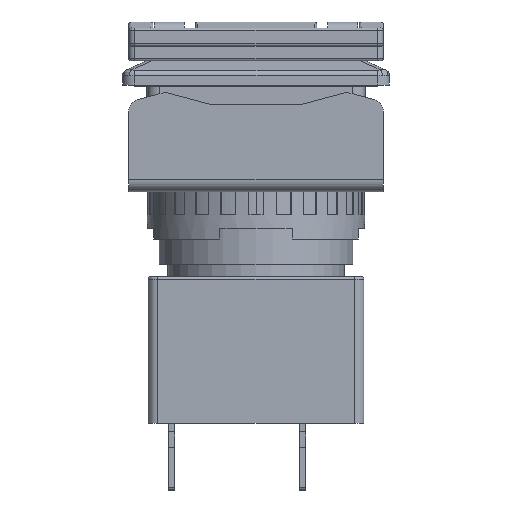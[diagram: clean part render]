
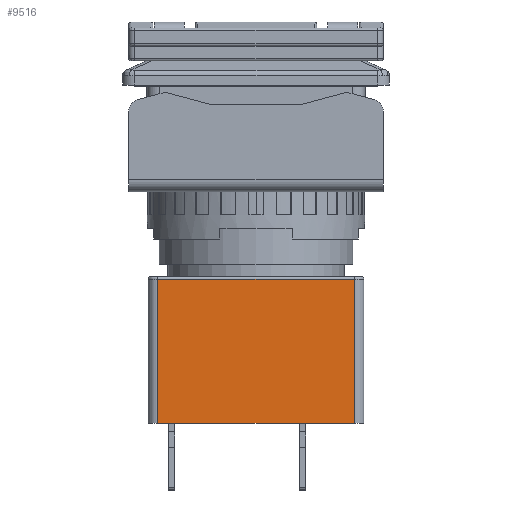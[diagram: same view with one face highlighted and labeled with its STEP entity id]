
A CAD part, front view. The second image highlights one B-rep face of the part: STEP entity #9516.
In plain terms, the highlighted planar face has unit normal (0, -1, 0).
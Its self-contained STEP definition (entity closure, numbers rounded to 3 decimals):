
#145 = CARTESIAN_POINT ( 'NONE',  ( -8.1, -8.9, 5.95 ) ) ;
#532 = LINE ( 'NONE', #7116, #1093 ) ;
#620 = VERTEX_POINT ( 'NONE', #770 ) ;
#770 = CARTESIAN_POINT ( 'NONE',  ( 8.1, -8.9, 0. ) ) ;
#1093 = VECTOR ( 'NONE', #13640, 1000. ) ;
#1556 = EDGE_CURVE ( 'NONE', #14667, #3539, #14866, .T. ) ;
#2205 = DIRECTION ( 'NONE',  ( 0., 0., 1. ) ) ;
#3325 = CARTESIAN_POINT ( 'NONE',  ( -8.1, -8.9, 11.9 ) ) ;
#3539 = VERTEX_POINT ( 'NONE', #3325 ) ;
#5098 = LINE ( 'NONE', #11637, #8586 ) ;
#5342 = CARTESIAN_POINT ( 'NONE',  ( 0., -8.9, 0. ) ) ;
#5738 = EDGE_CURVE ( 'NONE', #3539, #13744, #532, .T. ) ;
#6115 = CARTESIAN_POINT ( 'NONE',  ( 8.1, -8.9, 11.9 ) ) ;
#6410 = AXIS2_PLACEMENT_3D ( 'NONE', #10369, #16939, #2205 ) ;
#6718 = DIRECTION ( 'NONE',  ( 0., 0., 1. ) ) ;
#6952 = FACE_OUTER_BOUND ( 'NONE', #14424, .T. ) ;
#7116 = CARTESIAN_POINT ( 'NONE',  ( 0., -8.9, 11.9 ) ) ;
#8586 = VECTOR ( 'NONE', #18222, 1000. ) ;
#9516 = ADVANCED_FACE ( 'NONE', ( #6952 ), #13477, .F. ) ;
#9580 = VECTOR ( 'NONE', #11893, 1000. ) ;
#9975 = CARTESIAN_POINT ( 'NONE',  ( -8.1, -8.9, 0. ) ) ;
#10369 = CARTESIAN_POINT ( 'NONE',  ( -8.1, -8.9, 0. ) ) ;
#11637 = CARTESIAN_POINT ( 'NONE',  ( 8.1, -8.9, 5.95 ) ) ;
#11893 = DIRECTION ( 'NONE',  ( 1., 0., 0. ) ) ;
#12203 = ORIENTED_EDGE ( 'NONE', *, *, #15125, .T. ) ;
#13477 = PLANE ( 'NONE',  #6410 ) ;
#13640 = DIRECTION ( 'NONE',  ( 1., 0., 0. ) ) ;
#13744 = VERTEX_POINT ( 'NONE', #6115 ) ;
#14314 = EDGE_CURVE ( 'NONE', #13744, #620, #5098, .T. ) ;
#14424 = EDGE_LOOP ( 'NONE', ( #19602, #14898, #12203, #16867 ) ) ;
#14667 = VERTEX_POINT ( 'NONE', #9975 ) ;
#14866 = LINE ( 'NONE', #145, #17634 ) ;
#14898 = ORIENTED_EDGE ( 'NONE', *, *, #1556, .F. ) ;
#15125 = EDGE_CURVE ( 'NONE', #14667, #620, #20078, .T. ) ;
#16867 = ORIENTED_EDGE ( 'NONE', *, *, #14314, .F. ) ;
#16939 = DIRECTION ( 'NONE',  ( 0., 1., 0. ) ) ;
#17634 = VECTOR ( 'NONE', #6718, 1000. ) ;
#18222 = DIRECTION ( 'NONE',  ( 0., 0., -1. ) ) ;
#19602 = ORIENTED_EDGE ( 'NONE', *, *, #5738, .F. ) ;
#20078 = LINE ( 'NONE', #5342, #9580 ) ;
